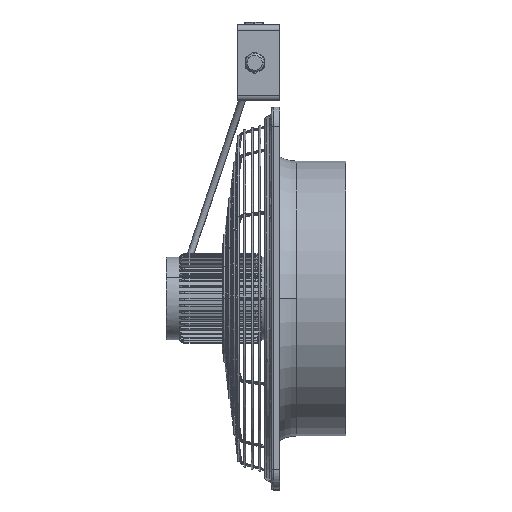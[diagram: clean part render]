
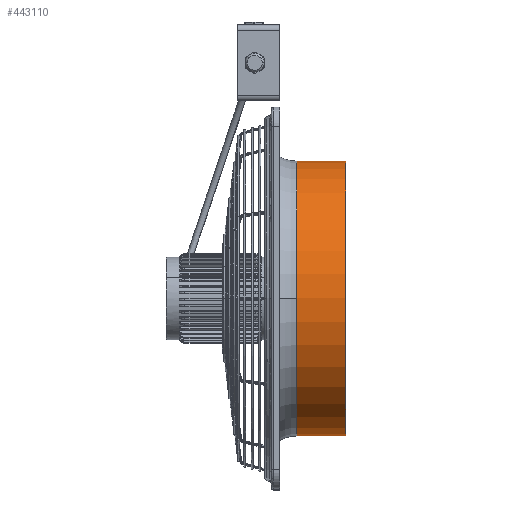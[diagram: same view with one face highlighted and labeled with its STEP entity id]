
A CAD part, top view. The second image highlights one B-rep face of the part: STEP entity #443110.
In plain terms, the highlighted cylindrical face has radius 208.5 mm (diameter 417 mm), a partial arc.
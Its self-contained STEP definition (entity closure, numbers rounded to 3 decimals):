
#24790=CARTESIAN_POINT('',(53.1,-85.561,208.5));
#24800=VERTEX_POINT('',#24790);
#24830=CARTESIAN_POINT('',(53.1,-85.561,0.));
#24840=DIRECTION('',(1.,-0.,-0.));
#24850=DIRECTION('',(0.,0.,1.));
#24860=AXIS2_PLACEMENT_3D('',#24830,#24840,#24850);
#24870=CIRCLE('',#24860,208.5);
#24880=CARTESIAN_POINT('',(53.1,-294.061,
0.));
#24890=VERTEX_POINT('',#24880);
#24900=EDGE_CURVE('',#24800,#24890,#24870,.T.);
#77140=CARTESIAN_POINT('',(90.1,122.939,0.));
#77150=DIRECTION('',(1.,0.,0.));
#77160=VECTOR('',#77150,1.);
#77170=LINE('',#77140,#77160);
#77180=CARTESIAN_POINT('',(53.1,122.939,0.));
#77190=VERTEX_POINT('',#77180);
#77200=CARTESIAN_POINT('',(127.1,122.939,0.));
#77210=VERTEX_POINT('',#77200);
#77220=EDGE_CURVE('',#77190,#77210,#77170,.T.);
#77270=CARTESIAN_POINT('',(90.1,-294.061,
0.));
#77280=DIRECTION('',(1.,0.,0.));
#77290=VECTOR('',#77280,1.);
#77300=LINE('',#77270,#77290);
#77310=CARTESIAN_POINT('',(127.1,-294.061,
0.));
#77320=VERTEX_POINT('',#77310);
#77330=EDGE_CURVE('',#24890,#77320,#77300,.T.);
#77350=CARTESIAN_POINT('',(127.1,-85.561,0.));
#77360=DIRECTION('',(-1.,-0.,-0.));
#77370=DIRECTION('',(0.,1.,0.));
#77380=AXIS2_PLACEMENT_3D('',#77350,#77360,#77370);
#77390=CIRCLE('',#77380,208.5);
#128150=EDGE_CURVE('',#77320,#77210,#77390,.T.);
#442980=CARTESIAN_POINT('',(90.1,-85.561,0.));
#442990=DIRECTION('',(1.,0.,0.));
#443000=DIRECTION('',(0.,1.,0.));
#443010=AXIS2_PLACEMENT_3D('',#442980,#442990,#443000);
#443020=CYLINDRICAL_SURFACE('',#443010,208.5);
#443030=ORIENTED_EDGE('',*,*,#77220,.F.);
#443040=ORIENTED_EDGE('',*,*,#128150,.T.);
#443050=ORIENTED_EDGE('',*,*,#77330,.T.);
#443060=ORIENTED_EDGE('',*,*,#24900,.T.);
#443070=EDGE_CURVE('',#77190,#24800,#24870,.T.);
#443080=ORIENTED_EDGE('',*,*,#443070,.T.);
#443090=EDGE_LOOP('',(#443080,#443060,#443050,#443040,#443030));
#443100=FACE_OUTER_BOUND('',#443090,.T.);
#443110=ADVANCED_FACE('',(#443100),#443020,.T.);
